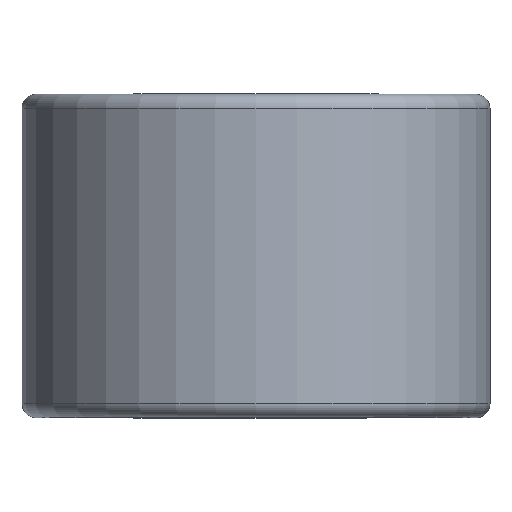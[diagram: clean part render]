
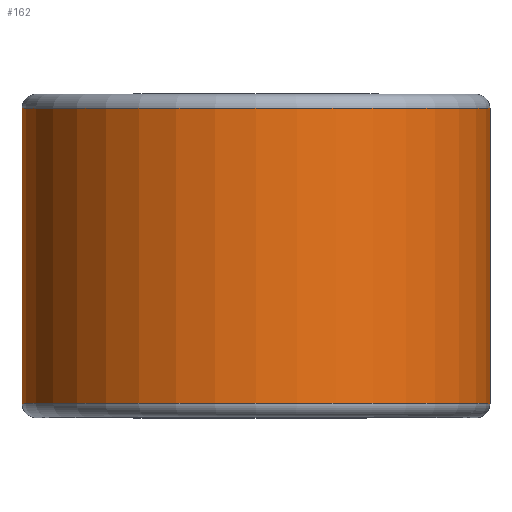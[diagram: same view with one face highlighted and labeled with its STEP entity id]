
A CAD part, top view. The second image highlights one B-rep face of the part: STEP entity #162.
In plain terms, the highlighted cylindrical face has radius 12.636 mm (diameter 25.273 mm), a partial arc.
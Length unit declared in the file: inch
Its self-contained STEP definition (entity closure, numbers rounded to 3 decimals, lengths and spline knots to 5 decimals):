
#47 = EDGE_CURVE ( 'NONE', #1319, #1263, #1835, .T. ) ;
#111 = DIRECTION ( 'NONE',  ( 0., 0., -1. ) ) ;
#162 = ADVANCED_FACE ( 'NONE', ( #1416 ), #695, .T. ) ;
#191 = CARTESIAN_POINT ( 'NONE',  ( 0.4975, 0.31375, 0. ) ) ;
#259 = LINE ( 'NONE', #1948, #1143 ) ;
#505 = AXIS2_PLACEMENT_3D ( 'NONE', #1042, #2291, #1216 ) ;
#624 = CIRCLE ( 'NONE', #505, 0.4975 ) ;
#695 = CYLINDRICAL_SURFACE ( 'NONE', #1322, 0.4975 ) ;
#909 = DIRECTION ( 'NONE',  ( 0., 0., -1. ) ) ;
#1042 = CARTESIAN_POINT ( 'NONE',  ( 0., 0.31375, 0. ) ) ;
#1084 = DIRECTION ( 'NONE',  ( 0., 1., 0. ) ) ;
#1143 = VECTOR ( 'NONE', #1084, 39.37008 ) ;
#1167 = EDGE_CURVE ( 'NONE', #1263, #1198, #259, .T. ) ;
#1198 = VERTEX_POINT ( 'NONE', #1771 ) ;
#1216 = DIRECTION ( 'NONE',  ( 0., 0., -1. ) ) ;
#1240 = DIRECTION ( 'NONE',  ( 0., -1., 0. ) ) ;
#1254 = CARTESIAN_POINT ( 'NONE',  ( 0., -0.31375, 0. ) ) ;
#1263 = VERTEX_POINT ( 'NONE', #1689 ) ;
#1319 = VERTEX_POINT ( 'NONE', #1878 ) ;
#1322 = AXIS2_PLACEMENT_3D ( 'NONE', #1391, #1733, #111 ) ;
#1391 = CARTESIAN_POINT ( 'NONE',  ( 0., 0.3125, 0. ) ) ;
#1416 = FACE_OUTER_BOUND ( 'NONE', #2248, .T. ) ;
#1475 = AXIS2_PLACEMENT_3D ( 'NONE', #1254, #1240, #909 ) ;
#1533 = VERTEX_POINT ( 'NONE', #191 ) ;
#1536 = EDGE_CURVE ( 'NONE', #1533, #1198, #624, .T. ) ;
#1661 = EDGE_CURVE ( 'NONE', #1319, #1533, #1675, .T. ) ;
#1673 = VECTOR ( 'NONE', #2150, 39.37008 ) ;
#1675 = LINE ( 'NONE', #1956, #1673 ) ;
#1689 = CARTESIAN_POINT ( 'NONE',  ( 0., -0.31375, -0.4975 ) ) ;
#1733 = DIRECTION ( 'NONE',  ( 0., -1., 0. ) ) ;
#1771 = CARTESIAN_POINT ( 'NONE',  ( 0., 0.31375, -0.4975 ) ) ;
#1793 = ORIENTED_EDGE ( 'NONE', *, *, #1167, .F. ) ;
#1835 = CIRCLE ( 'NONE', #1475, 0.4975 ) ;
#1878 = CARTESIAN_POINT ( 'NONE',  ( 0.4975, -0.31375, 0. ) ) ;
#1948 = CARTESIAN_POINT ( 'NONE',  ( 0., 0.31375, -0.4975 ) ) ;
#1956 = CARTESIAN_POINT ( 'NONE',  ( 0.4975, 0.31375, 0. ) ) ;
#1965 = ORIENTED_EDGE ( 'NONE', *, *, #1661, .T. ) ;
#2150 = DIRECTION ( 'NONE',  ( 0., 1., 0. ) ) ;
#2232 = ORIENTED_EDGE ( 'NONE', *, *, #47, .F. ) ;
#2248 = EDGE_LOOP ( 'NONE', ( #1965, #2282, #1793, #2232 ) ) ;
#2282 = ORIENTED_EDGE ( 'NONE', *, *, #1536, .T. ) ;
#2291 = DIRECTION ( 'NONE',  ( 0., -1., 0. ) ) ;
